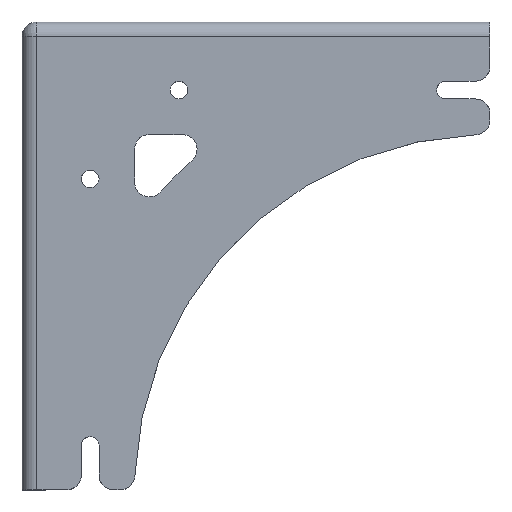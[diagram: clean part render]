
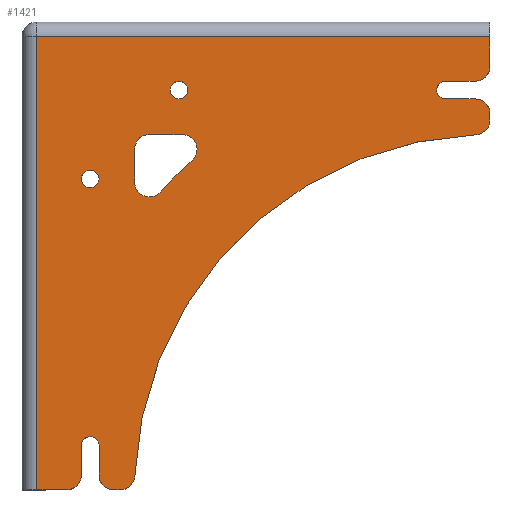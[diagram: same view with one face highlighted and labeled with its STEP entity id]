
A CAD part, top view. The second image highlights one B-rep face of the part: STEP entity #1421.
In plain terms, the highlighted planar face has unit normal (0, 0, 1).
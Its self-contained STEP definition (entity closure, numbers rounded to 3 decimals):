
#16=FACE_BOUND('',#190,.T.);
#17=FACE_BOUND('',#191,.T.);
#18=FACE_BOUND('',#192,.T.);
#64=PLANE('',#1545);
#117=FACE_OUTER_BOUND('',#189,.T.);
#189=EDGE_LOOP('',(#1077,#1078,#1079,#1080,#1081,#1082,#1083,#1084,#1085,
#1086,#1087,#1088,#1089,#1090,#1091,#1092,#1093,#1094,#1095));
#190=EDGE_LOOP('',(#1096,#1097,#1098,#1099,#1100,#1101));
#191=EDGE_LOOP('',(#1102));
#192=EDGE_LOOP('',(#1103));
#246=LINE('',#2120,#377);
#249=LINE('',#2129,#380);
#274=LINE('',#2206,#405);
#308=LINE('',#2296,#439);
#312=LINE('',#2316,#443);
#313=LINE('',#2324,#444);
#314=LINE('',#2328,#445);
#315=LINE('',#2332,#446);
#316=LINE('',#2335,#447);
#317=LINE('',#2336,#448);
#318=LINE('',#2340,#449);
#319=LINE('',#2343,#450);
#377=VECTOR('',#1668,10.);
#380=VECTOR('',#1679,10.);
#405=VECTOR('',#1744,10.);
#439=VECTOR('',#1822,10.);
#443=VECTOR('',#1844,10.);
#444=VECTOR('',#1851,10.);
#445=VECTOR('',#1854,10.);
#446=VECTOR('',#1857,10.);
#447=VECTOR('',#1860,10.);
#448=VECTOR('',#1861,10.);
#449=VECTOR('',#1864,10.);
#450=VECTOR('',#1867,10.);
#504=CIRCLE('',#1483,5.);
#506=CIRCLE('',#1486,150.);
#508=CIRCLE('',#1489,5.);
#510=CIRCLE('',#1493,5.);
#526=CIRCLE('',#1543,5.);
#527=CIRCLE('',#1546,5.);
#528=CIRCLE('',#1547,120.);
#529=CIRCLE('',#1548,5.);
#530=CIRCLE('',#1549,5.);
#531=CIRCLE('',#1550,3.);
#532=CIRCLE('',#1551,5.);
#533=CIRCLE('',#1552,5.);
#534=CIRCLE('',#1553,3.);
#535=CIRCLE('',#1554,3.);
#536=CIRCLE('',#1555,3.);
#567=VERTEX_POINT('',#2099);
#568=VERTEX_POINT('',#2101);
#570=VERTEX_POINT('',#2107);
#573=VERTEX_POINT('',#2114);
#574=VERTEX_POINT('',#2116);
#576=VERTEX_POINT('',#2125);
#607=VERTEX_POINT('',#2203);
#608=VERTEX_POINT('',#2205);
#641=VERTEX_POINT('',#2293);
#642=VERTEX_POINT('',#2295);
#646=VERTEX_POINT('',#2307);
#647=VERTEX_POINT('',#2309);
#649=VERTEX_POINT('',#2315);
#650=VERTEX_POINT('',#2317);
#651=VERTEX_POINT('',#2319);
#652=VERTEX_POINT('',#2321);
#653=VERTEX_POINT('',#2323);
#654=VERTEX_POINT('',#2325);
#655=VERTEX_POINT('',#2327);
#656=VERTEX_POINT('',#2329);
#657=VERTEX_POINT('',#2331);
#658=VERTEX_POINT('',#2334);
#659=VERTEX_POINT('',#2337);
#660=VERTEX_POINT('',#2339);
#661=VERTEX_POINT('',#2341);
#662=VERTEX_POINT('',#2344);
#663=VERTEX_POINT('',#2346);
#712=EDGE_CURVE('',#567,#568,#504,.T.);
#716=EDGE_CURVE('',#567,#570,#506,.T.);
#719=EDGE_CURVE('',#573,#574,#508,.T.);
#721=EDGE_CURVE('',#573,#568,#246,.T.);
#725=EDGE_CURVE('',#576,#570,#510,.T.);
#726=EDGE_CURVE('',#576,#574,#249,.T.);
#764=EDGE_CURVE('',#608,#607,#274,.T.);
#809=EDGE_CURVE('',#642,#641,#308,.T.);
#816=EDGE_CURVE('',#646,#647,#526,.T.);
#819=EDGE_CURVE('',#646,#649,#312,.T.);
#820=EDGE_CURVE('',#650,#649,#527,.T.);
#821=EDGE_CURVE('',#650,#651,#528,.T.);
#822=EDGE_CURVE('',#652,#651,#529,.T.);
#823=EDGE_CURVE('',#652,#653,#313,.T.);
#824=EDGE_CURVE('',#654,#653,#530,.T.);
#825=EDGE_CURVE('',#654,#655,#314,.T.);
#826=EDGE_CURVE('',#655,#656,#531,.T.);
#827=EDGE_CURVE('',#656,#657,#315,.T.);
#828=EDGE_CURVE('',#608,#657,#532,.T.);
#829=EDGE_CURVE('',#658,#607,#316,.T.);
#830=EDGE_CURVE('',#642,#658,#317,.T.);
#831=EDGE_CURVE('',#659,#641,#533,.T.);
#832=EDGE_CURVE('',#659,#660,#318,.T.);
#833=EDGE_CURVE('',#660,#661,#534,.T.);
#834=EDGE_CURVE('',#661,#647,#319,.T.);
#835=EDGE_CURVE('',#662,#662,#535,.T.);
#836=EDGE_CURVE('',#663,#663,#536,.T.);
#1077=ORIENTED_EDGE('',*,*,#816,.F.);
#1078=ORIENTED_EDGE('',*,*,#819,.T.);
#1079=ORIENTED_EDGE('',*,*,#820,.F.);
#1080=ORIENTED_EDGE('',*,*,#821,.T.);
#1081=ORIENTED_EDGE('',*,*,#822,.F.);
#1082=ORIENTED_EDGE('',*,*,#823,.T.);
#1083=ORIENTED_EDGE('',*,*,#824,.F.);
#1084=ORIENTED_EDGE('',*,*,#825,.T.);
#1085=ORIENTED_EDGE('',*,*,#826,.T.);
#1086=ORIENTED_EDGE('',*,*,#827,.T.);
#1087=ORIENTED_EDGE('',*,*,#828,.F.);
#1088=ORIENTED_EDGE('',*,*,#764,.T.);
#1089=ORIENTED_EDGE('',*,*,#829,.F.);
#1090=ORIENTED_EDGE('',*,*,#830,.F.);
#1091=ORIENTED_EDGE('',*,*,#809,.T.);
#1092=ORIENTED_EDGE('',*,*,#831,.F.);
#1093=ORIENTED_EDGE('',*,*,#832,.T.);
#1094=ORIENTED_EDGE('',*,*,#833,.T.);
#1095=ORIENTED_EDGE('',*,*,#834,.T.);
#1096=ORIENTED_EDGE('',*,*,#726,.T.);
#1097=ORIENTED_EDGE('',*,*,#719,.F.);
#1098=ORIENTED_EDGE('',*,*,#721,.T.);
#1099=ORIENTED_EDGE('',*,*,#712,.F.);
#1100=ORIENTED_EDGE('',*,*,#716,.T.);
#1101=ORIENTED_EDGE('',*,*,#725,.F.);
#1102=ORIENTED_EDGE('',*,*,#835,.T.);
#1103=ORIENTED_EDGE('',*,*,#836,.T.);
#1421=ADVANCED_FACE('',(#117,#16,#17,#18),#64,.T.);
#1483=AXIS2_PLACEMENT_3D('',#2102,#1648,#1649);
#1486=AXIS2_PLACEMENT_3D('',#2109,#1656,#1657);
#1489=AXIS2_PLACEMENT_3D('',#2117,#1663,#1664);
#1493=AXIS2_PLACEMENT_3D('',#2127,#1675,#1676);
#1543=AXIS2_PLACEMENT_3D('',#2310,#1837,#1838);
#1545=AXIS2_PLACEMENT_3D('',#2314,#1842,#1843);
#1546=AXIS2_PLACEMENT_3D('',#2318,#1845,#1846);
#1547=AXIS2_PLACEMENT_3D('',#2320,#1847,#1848);
#1548=AXIS2_PLACEMENT_3D('',#2322,#1849,#1850);
#1549=AXIS2_PLACEMENT_3D('',#2326,#1852,#1853);
#1550=AXIS2_PLACEMENT_3D('',#2330,#1855,#1856);
#1551=AXIS2_PLACEMENT_3D('',#2333,#1858,#1859);
#1552=AXIS2_PLACEMENT_3D('',#2338,#1862,#1863);
#1553=AXIS2_PLACEMENT_3D('',#2342,#1865,#1866);
#1554=AXIS2_PLACEMENT_3D('',#2345,#1868,#1869);
#1555=AXIS2_PLACEMENT_3D('',#2347,#1870,#1871);
#1648=DIRECTION('center_axis',(0.,0.,
1.));
#1649=DIRECTION('ref_axis',(0.933,0.359,0.));
#1656=DIRECTION('center_axis',(0.,0.,1.));
#1657=DIRECTION('ref_axis',(-0.6,0.8,0.));
#1663=DIRECTION('center_axis',(0.,0.,
1.));
#1664=DIRECTION('ref_axis',(-0.707,0.707,0.));
#1668=DIRECTION('',(1.,0.,0.));
#1675=DIRECTION('center_axis',(0.,0.,
1.));
#1676=DIRECTION('ref_axis',(-0.359,-0.933,0.));
#1679=DIRECTION('',(0.,1.,0.));
#1744=DIRECTION('',(0.,1.,0.));
#1822=DIRECTION('',(1.,0.,0.));
#1837=DIRECTION('center_axis',(0.,0.,
-1.));
#1838=DIRECTION('ref_axis',(-0.707,-0.707,0.));
#1842=DIRECTION('center_axis',(0.,0.,
1.));
#1843=DIRECTION('ref_axis',(1.,0.,0.));
#1844=DIRECTION('',(1.,0.,0.));
#1845=DIRECTION('center_axis',(0.,0.,-1.));
#1846=DIRECTION('ref_axis',(0.693,-0.721,0.));
#1847=DIRECTION('center_axis',(0.,0.,-1.));
#1848=DIRECTION('ref_axis',(0.,1.,0.));
#1849=DIRECTION('center_axis',(0.,0.,-1.));
#1850=DIRECTION('ref_axis',(0.721,-0.693,0.));
#1851=DIRECTION('',(0.,1.,0.));
#1852=DIRECTION('center_axis',(0.,0.,
-1.));
#1853=DIRECTION('ref_axis',(0.707,0.707,0.));
#1854=DIRECTION('',(-1.,0.,0.));
#1855=DIRECTION('center_axis',(0.,0.,-1.));
#1856=DIRECTION('ref_axis',(1.,0.,0.));
#1857=DIRECTION('',(1.,0.,0.));
#1858=DIRECTION('center_axis',(0.,0.,
-1.));
#1859=DIRECTION('ref_axis',(0.707,-0.707,0.));
#1860=DIRECTION('',(1.,0.,0.));
#1861=DIRECTION('',(0.,1.,0.));
#1862=DIRECTION('center_axis',(0.,0.,
-1.));
#1863=DIRECTION('ref_axis',(0.707,-0.707,0.));
#1864=DIRECTION('',(0.,1.,0.));
#1865=DIRECTION('center_axis',(0.,0.,-1.));
#1866=DIRECTION('ref_axis',(1.,0.,0.));
#1867=DIRECTION('',(0.,-1.,0.));
#1868=DIRECTION('center_axis',(0.,0.,-1.));
#1869=DIRECTION('ref_axis',(1.,0.,0.));
#1870=DIRECTION('center_axis',(0.,0.,-1.));
#1871=DIRECTION('ref_axis',(1.,0.,0.));
#2099=CARTESIAN_POINT('',(49.429,-38.71,8.));
#2101=CARTESIAN_POINT('',(46.077,-30.,8.));
#2102=CARTESIAN_POINT('Origin',(46.077,-35.,8.));
#2107=CARTESIAN_POINT('',(38.71,-49.429,8.));
#2109=CARTESIAN_POINT('Origin',(150.,-150.,8.));
#2114=CARTESIAN_POINT('',(35.,-30.,8.));
#2116=CARTESIAN_POINT('',(30.,-35.,8.));
#2117=CARTESIAN_POINT('Origin',(35.,-35.,8.));
#2120=CARTESIAN_POINT('',(30.,-30.,8.));
#2125=CARTESIAN_POINT('',(30.,-46.077,8.));
#2127=CARTESIAN_POINT('Origin',(35.,-46.077,8.));
#2129=CARTESIAN_POINT('',(30.,-30.,8.));
#2203=CARTESIAN_POINT('',(150.,3.,8.));
#2205=CARTESIAN_POINT('',(150.,-7.,8.));
#2206=CARTESIAN_POINT('',(150.,0.,8.));
#2293=CARTESIAN_POINT('',(7.,-150.,8.));
#2295=CARTESIAN_POINT('',(-3.,-150.,8.));
#2296=CARTESIAN_POINT('',(0.,-150.,8.));
#2307=CARTESIAN_POINT('',(23.,-150.,8.));
#2309=CARTESIAN_POINT('',(18.,-145.,8.));
#2310=CARTESIAN_POINT('Origin',(23.,-145.,8.));
#2314=CARTESIAN_POINT('Origin',(0.,-150.,8.));
#2315=CARTESIAN_POINT('',(25.1,-150.,8.));
#2316=CARTESIAN_POINT('',(0.,-150.,8.));
#2317=CARTESIAN_POINT('',(30.096,-145.2,8.));
#2318=CARTESIAN_POINT('Origin',(25.1,-145.,8.));
#2319=CARTESIAN_POINT('',(145.2,-30.096,8.));
#2320=CARTESIAN_POINT('Origin',(150.,-150.,8.));
#2321=CARTESIAN_POINT('',(150.,-25.1,8.));
#2322=CARTESIAN_POINT('Origin',(145.,-25.1,8.));
#2323=CARTESIAN_POINT('',(150.,-23.,8.));
#2324=CARTESIAN_POINT('',(150.,0.,8.));
#2325=CARTESIAN_POINT('',(145.,-18.,8.));
#2326=CARTESIAN_POINT('Origin',(145.,-23.,8.));
#2327=CARTESIAN_POINT('',(135.,-18.,8.));
#2328=CARTESIAN_POINT('',(75.,-18.,8.));
#2329=CARTESIAN_POINT('',(135.,-12.,8.));
#2330=CARTESIAN_POINT('Origin',(135.,-15.,8.));
#2331=CARTESIAN_POINT('',(145.,-12.,8.));
#2332=CARTESIAN_POINT('',(67.5,-12.,8.));
#2333=CARTESIAN_POINT('Origin',(145.,-7.,8.));
#2334=CARTESIAN_POINT('',(-3.,3.,8.));
#2335=CARTESIAN_POINT('',(37.5,3.,8.));
#2336=CARTESIAN_POINT('',(-3.,-112.5,8.));
#2337=CARTESIAN_POINT('',(12.,-145.,8.));
#2338=CARTESIAN_POINT('Origin',(7.,-145.,8.));
#2339=CARTESIAN_POINT('',(12.,-135.,8.));
#2340=CARTESIAN_POINT('',(12.,-150.,8.));
#2341=CARTESIAN_POINT('',(18.,-135.,8.));
#2342=CARTESIAN_POINT('Origin',(15.,-135.,8.));
#2343=CARTESIAN_POINT('',(18.,-142.5,8.));
#2344=CARTESIAN_POINT('',(42.,-15.,8.));
#2345=CARTESIAN_POINT('Origin',(45.,-15.,8.));
#2346=CARTESIAN_POINT('',(12.,-45.,8.));
#2347=CARTESIAN_POINT('Origin',(15.,-45.,8.));
